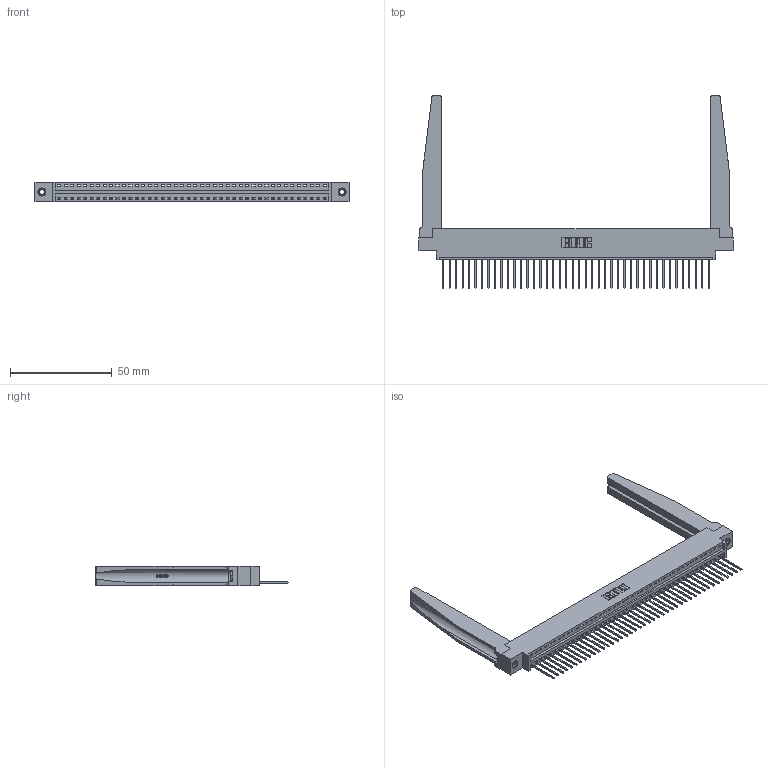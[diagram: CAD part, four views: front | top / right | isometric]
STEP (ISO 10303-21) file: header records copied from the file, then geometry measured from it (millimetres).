
FILE_DESCRIPTION (( 'STEP AP203' ), '1' );
FILE_NAME ('346-042-540-678.STEP', '2022-05-09T14:40:38', ( '' ), ( '' ), 'SwSTEP 2.0', 'SolidWorks 2020', '' );
FILE_SCHEMA (( 'CONFIG_CONTROL_DESIGN' ));
Length unit declared in the file: inch
Products named in the file (5): 345-250-001_345-250-001-102; 345-292-001_345-293-140; 346 Part_0.170 Offset - 0.156 Dia-TH; 346-042-540-678; 346-220-078_345-220-078
Assembly tree (47 placements, depth 2):
  346-042-540-678
    346 Part_0.170 Offset - 0.156 Dia-TH
    345-292-001_345-293-140  x42
    346-220-078_345-220-078  x2
    345-250-001_345-250-001-102  x2
Bounding box: 153.92 x 94.74 x 9.4 mm (x, y, z)
Volume: 21527 mm3; surface area: 25418.7 mm2
Topology: 47 solids, 47 shells, 2810 faces, 8377 edges, 5518 vertices
Faces by surface type: plane 1916, cylinder 842, bspline 36, cone 12, torus 4
Entity records: 31380 total; most frequent: CARTESIAN_POINT 6295, ORIENTED_EDGE 5158, DIRECTION 4537, EDGE_CURVE 2579, VECTOR 2185, LINE 2185, VERTEX_POINT 1712, AXIS2_PLACEMENT_3D 1176
